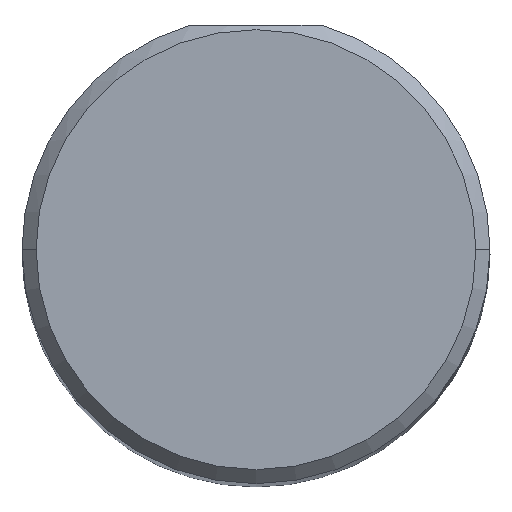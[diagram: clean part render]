
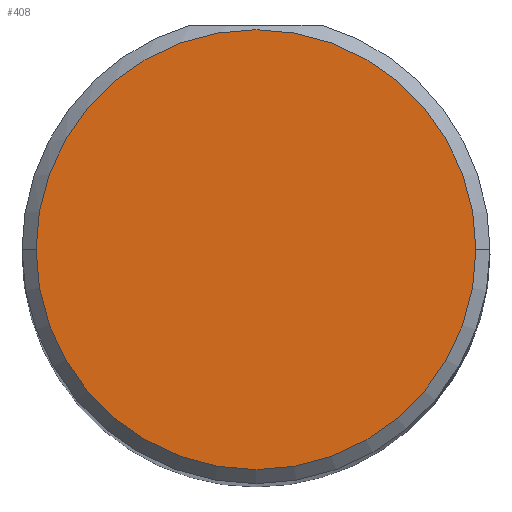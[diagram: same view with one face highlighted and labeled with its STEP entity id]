
A CAD part, top view. The second image highlights one B-rep face of the part: STEP entity #408.
In plain terms, the highlighted planar face has unit normal (0, 0, 1).
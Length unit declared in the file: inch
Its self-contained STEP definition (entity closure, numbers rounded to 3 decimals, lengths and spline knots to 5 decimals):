
#15 = CARTESIAN_POINT ( 'NONE',  ( 0., 0., 3. ) ) ;
#28 = AXIS2_PLACEMENT_3D ( 'NONE', #492, #318, #593 ) ;
#39 = EDGE_LOOP ( 'NONE', ( #69, #163 ) ) ;
#40 = CARTESIAN_POINT ( 'NONE',  ( 0., 0., 3. ) ) ;
#59 = CIRCLE ( 'NONE', #414, 0.235 ) ;
#69 = ORIENTED_EDGE ( 'NONE', *, *, #83, .T. ) ;
#83 = EDGE_CURVE ( 'NONE', #88, #85, #347, .T. ) ;
#85 = VERTEX_POINT ( 'NONE', #534 ) ;
#88 = VERTEX_POINT ( 'NONE', #261 ) ;
#163 = ORIENTED_EDGE ( 'NONE', *, *, #582, .T. ) ;
#175 = DIRECTION ( 'NONE',  ( 1., 0., 0. ) ) ;
#209 = DIRECTION ( 'NONE',  ( 1., 0., 0. ) ) ;
#261 = CARTESIAN_POINT ( 'NONE',  ( -0.235, 0., 3. ) ) ;
#288 = DIRECTION ( 'NONE',  ( 0., 0., 1. ) ) ;
#318 = DIRECTION ( 'NONE',  ( 0., 0., 1. ) ) ;
#327 = FACE_OUTER_BOUND ( 'NONE', #39, .T. ) ;
#347 = CIRCLE ( 'NONE', #28, 0.235 ) ;
#408 = ADVANCED_FACE ( 'NONE', ( #327 ), #702, .T. ) ;
#414 = AXIS2_PLACEMENT_3D ( 'NONE', #15, #288, #175 ) ;
#434 = AXIS2_PLACEMENT_3D ( 'NONE', #40, #655, #209 ) ;
#492 = CARTESIAN_POINT ( 'NONE',  ( 0., 0., 3. ) ) ;
#534 = CARTESIAN_POINT ( 'NONE',  ( 0.235, 0., 3. ) ) ;
#582 = EDGE_CURVE ( 'NONE', #85, #88, #59, .T. ) ;
#593 = DIRECTION ( 'NONE',  ( 1., 0., 0. ) ) ;
#655 = DIRECTION ( 'NONE',  ( 0., 0., 1. ) ) ;
#702 = PLANE ( 'NONE',  #434 ) ;
